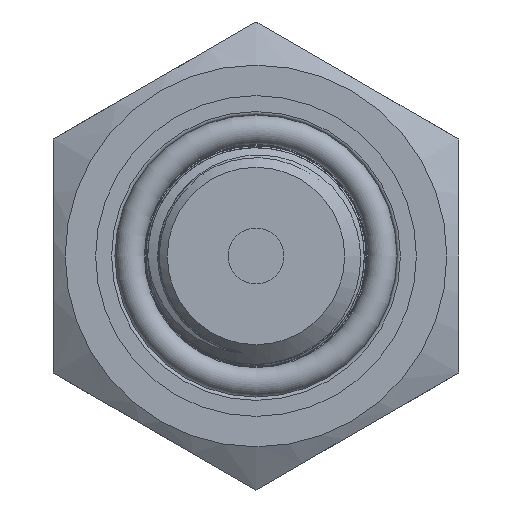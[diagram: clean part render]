
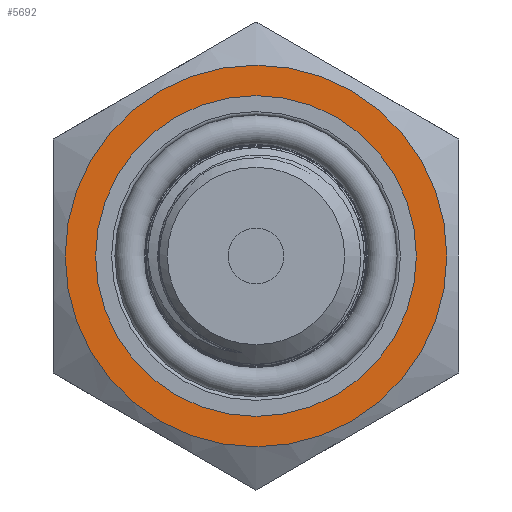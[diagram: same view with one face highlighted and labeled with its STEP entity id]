
A CAD part, left-side view. The second image highlights one B-rep face of the part: STEP entity #5692.
In plain terms, the highlighted planar face has unit normal (-1, 0, 0).
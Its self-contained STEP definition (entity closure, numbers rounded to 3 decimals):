
#305=FACE_BOUND('',#1022,.T.);
#341=PLANE('',#5899);
#668=FACE_OUTER_BOUND('',#1021,.T.);
#1021=EDGE_LOOP('',(#5192));
#1022=EDGE_LOOP('',(#5193));
#1106=CIRCLE('',#5878,11.3);
#1114=CIRCLE('',#5898,9.5);
#2690=VERTEX_POINT('',#13037);
#2715=VERTEX_POINT('',#16878);
#3505=EDGE_CURVE('',#2690,#2690,#1106,.T.);
#3549=EDGE_CURVE('',#2715,#2715,#1114,.T.);
#5192=ORIENTED_EDGE('',*,*,#3505,.T.);
#5193=ORIENTED_EDGE('',*,*,#3549,.T.);
#5692=ADVANCED_FACE('',(#668,#305),#341,.T.);
#5878=AXIS2_PLACEMENT_3D('',#13038,#6449,#6450);
#5898=AXIS2_PLACEMENT_3D('',#16879,#6497,#6498);
#5899=AXIS2_PLACEMENT_3D('',#16881,#6500,#6501);
#6449=DIRECTION('center_axis',(-1.,0.,0.));
#6450=DIRECTION('ref_axis',(0.,1.,0.));
#6497=DIRECTION('center_axis',(1.,0.,0.));
#6498=DIRECTION('ref_axis',(0.,0.,-1.));
#6500=DIRECTION('center_axis',(-1.,0.,0.));
#6501=DIRECTION('ref_axis',(0.,0.,1.));
#13037=CARTESIAN_POINT('',(14.,-11.3,0.));
#13038=CARTESIAN_POINT('Origin',(14.,0.,0.));
#16878=CARTESIAN_POINT('',(14.,-9.5,0.));
#16879=CARTESIAN_POINT('Origin',(14.,0.,0.));
#16881=CARTESIAN_POINT('Origin',(14.,12.,0.));
